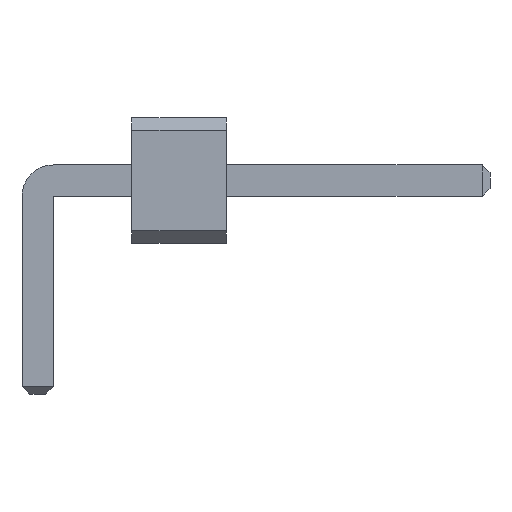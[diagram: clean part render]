
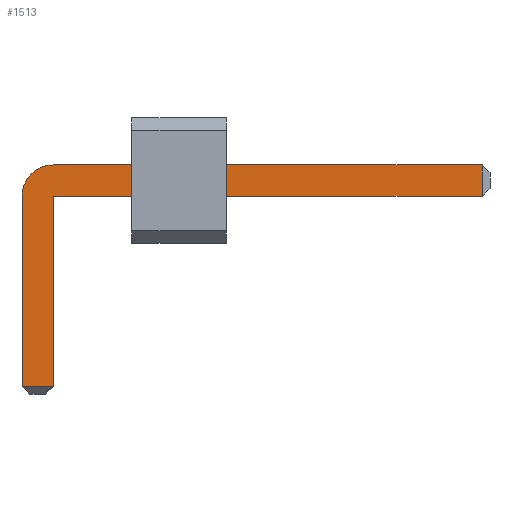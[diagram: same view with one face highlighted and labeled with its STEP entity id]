
A CAD part, front view. The second image highlights one B-rep face of the part: STEP entity #1513.
In plain terms, the highlighted planar face has unit normal (0, -1, 0).
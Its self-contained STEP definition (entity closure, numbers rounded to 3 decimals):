
#13=DIRECTION('',(0.,0.,1.));
#27=VECTOR('',#28,1.);
#28=DIRECTION('',(1.,0.,0.));
#619=VECTOR('',#13,1.);
#661=DIRECTION('',(0.,1.,0.));
#1327=VECTOR('',#1328,1.);
#1328=DIRECTION('',(0.,0.,-1.));
#1335=VECTOR('',#1336,1.);
#1336=DIRECTION('',(-1.,0.,0.));
#1357=DIRECTION('',(-0.,1.,0.));
#1367=VERTEX_POINT('',#1368);
#1368=CARTESIAN_POINT('',(0.25,-18.25,1.25));
#1370=ORIENTED_EDGE('',*,*,#1371,.T.);
#1371=EDGE_CURVE('',#1367,#1372,#1374,.T.);
#1372=VERTEX_POINT('',#1373);
#1373=CARTESIAN_POINT('',(7.075,-18.25,1.25));
#1374=LINE('',#1375,#27);
#1375=CARTESIAN_POINT('',(-0.25,-18.25,1.25));
#1411=EDGE_CURVE('',#1412,#1367,#1414,.T.);
#1412=VERTEX_POINT('',#1413);
#1413=CARTESIAN_POINT('',(-0.25,-18.25,0.75));
#1414=CIRCLE('',#1415,0.5);
#1415=AXIS2_PLACEMENT_3D('',#1416,#1357,#1328);
#1416=CARTESIAN_POINT('',(0.25,-18.25,0.75));
#1428=VERTEX_POINT('',#1429);
#1429=CARTESIAN_POINT('',(7.075,-18.25,0.75));
#1431=ORIENTED_EDGE('',*,*,#1432,.T.);
#1432=EDGE_CURVE('',#1428,#1433,#1434,.T.);
#1433=VERTEX_POINT('',#1416);
#1434=LINE('',#1435,#1335);
#1435=CARTESIAN_POINT('',(7.2,-18.25,0.75));
#1447=VERTEX_POINT('',#1448);
#1448=CARTESIAN_POINT('',(-0.25,-18.25,-2.275));
#1450=ORIENTED_EDGE('',*,*,#1451,.T.);
#1451=EDGE_CURVE('',#1447,#1412,#1452,.T.);
#1452=LINE('',#1453,#619);
#1453=CARTESIAN_POINT('',(-0.25,-18.25,-2.4));
#1461=ORIENTED_EDGE('',*,*,#1462,.T.);
#1462=EDGE_CURVE('',#1433,#1463,#1465,.T.);
#1463=VERTEX_POINT('',#1464);
#1464=CARTESIAN_POINT('',(0.25,-18.25,-2.275));
#1465=LINE('',#1416,#1327);
#1513=ADVANCED_FACE('',(#1514),#1523,.F.);
#1514=FACE_BOUND('',#1515,.F.);
#1515=EDGE_LOOP('',(#1370,#1516,#1431,#1461,#1519,#1450,#1522));
#1516=ORIENTED_EDGE('',*,*,#1517,.T.);
#1517=EDGE_CURVE('',#1372,#1428,#1518,.T.);
#1518=LINE('',#1373,#1327);
#1519=ORIENTED_EDGE('',*,*,#1520,.T.);
#1520=EDGE_CURVE('',#1463,#1447,#1521,.T.);
#1521=LINE('',#1464,#1335);
#1522=ORIENTED_EDGE('',*,*,#1411,.T.);
#1523=PLANE('',#1524);
#1524=AXIS2_PLACEMENT_3D('',#1525,#661,#13);
#1525=CARTESIAN_POINT('',(2.489,-18.25,0.411));
